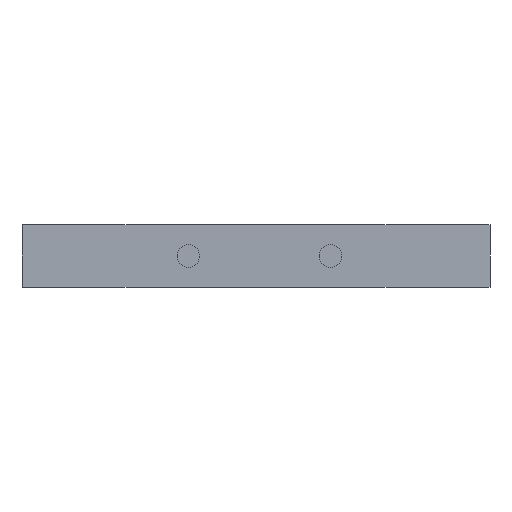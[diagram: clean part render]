
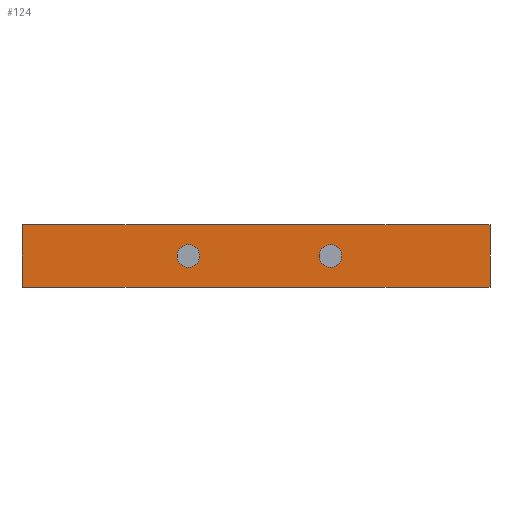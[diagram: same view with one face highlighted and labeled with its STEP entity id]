
A CAD part, front view. The second image highlights one B-rep face of the part: STEP entity #124.
In plain terms, the highlighted planar face has unit normal (0, -1, 0).
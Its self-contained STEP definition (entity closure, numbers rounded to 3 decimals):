
#117 = VECTOR ( 'NONE', #701, 1000. ) ;
#124 = ADVANCED_FACE ( 'NONE', ( #2155, #1353, #2868 ), #667, .F. ) ;
#176 = EDGE_CURVE ( 'NONE', #3557, #734, #250, .T. ) ;
#214 = LINE ( 'NONE', #1000, #117 ) ;
#250 = LINE ( 'NONE', #1325, #963 ) ;
#295 = VERTEX_POINT ( 'NONE', #472 ) ;
#304 = VERTEX_POINT ( 'NONE', #1374 ) ;
#326 = ORIENTED_EDGE ( 'NONE', *, *, #1856, .F. ) ;
#418 = AXIS2_PLACEMENT_3D ( 'NONE', #3706, #978, #3092 ) ;
#472 = CARTESIAN_POINT ( 'NONE',  ( 0., 0., -9. ) ) ;
#479 = VERTEX_POINT ( 'NONE', #1503 ) ;
#661 = CARTESIAN_POINT ( 'NONE',  ( 135., 0., 9. ) ) ;
#667 = PLANE ( 'NONE',  #418 ) ;
#676 = DIRECTION ( 'NONE',  ( 0., 0., -1. ) ) ;
#680 = CARTESIAN_POINT ( 'NONE',  ( 135., 0., -9. ) ) ;
#701 = DIRECTION ( 'NONE',  ( 1., 0., 0. ) ) ;
#705 = EDGE_LOOP ( 'NONE', ( #2257 ) ) ;
#734 = VERTEX_POINT ( 'NONE', #680 ) ;
#765 = CIRCLE ( 'NONE', #1551, 3.25 ) ;
#963 = VECTOR ( 'NONE', #2225, 1000. ) ;
#978 = DIRECTION ( 'NONE',  ( 0., 1., 0. ) ) ;
#1000 = CARTESIAN_POINT ( 'NONE',  ( 135., 0., 9. ) ) ;
#1069 = EDGE_CURVE ( 'NONE', #1289, #1289, #765, .T. ) ;
#1079 = LINE ( 'NONE', #2801, #2502 ) ;
#1087 = ORIENTED_EDGE ( 'NONE', *, *, #1794, .T. ) ;
#1102 = EDGE_CURVE ( 'NONE', #479, #479, #1180, .T. ) ;
#1178 = CARTESIAN_POINT ( 'NONE',  ( 48., 0., 0. ) ) ;
#1180 = CIRCLE ( 'NONE', #3681, 3.25 ) ;
#1181 = EDGE_CURVE ( 'NONE', #304, #295, #1079, .T. ) ;
#1289 = VERTEX_POINT ( 'NONE', #3305 ) ;
#1325 = CARTESIAN_POINT ( 'NONE',  ( 135., 0., 9. ) ) ;
#1353 = FACE_BOUND ( 'NONE', #705, .T. ) ;
#1374 = CARTESIAN_POINT ( 'NONE',  ( 0., 0., 9. ) ) ;
#1488 = DIRECTION ( 'NONE',  ( 1., 0., 0. ) ) ;
#1503 = CARTESIAN_POINT ( 'NONE',  ( 92.25, 0., 0. ) ) ;
#1517 = DIRECTION ( 'NONE',  ( 0., -1., 0. ) ) ;
#1551 = AXIS2_PLACEMENT_3D ( 'NONE', #1178, #3287, #1488 ) ;
#1749 = ORIENTED_EDGE ( 'NONE', *, *, #1181, .T. ) ;
#1794 = EDGE_CURVE ( 'NONE', #295, #734, #2024, .T. ) ;
#1856 = EDGE_CURVE ( 'NONE', #304, #3557, #214, .T. ) ;
#1882 = DIRECTION ( 'NONE',  ( 1., 0., 0. ) ) ;
#2024 = LINE ( 'NONE', #3398, #2638 ) ;
#2155 = FACE_BOUND ( 'NONE', #3604, .T. ) ;
#2225 = DIRECTION ( 'NONE',  ( 0., 0., -1. ) ) ;
#2257 = ORIENTED_EDGE ( 'NONE', *, *, #1069, .F. ) ;
#2502 = VECTOR ( 'NONE', #676, 1000. ) ;
#2638 = VECTOR ( 'NONE', #1882, 1000. ) ;
#2801 = CARTESIAN_POINT ( 'NONE',  ( 0., 0., 9. ) ) ;
#2868 = FACE_OUTER_BOUND ( 'NONE', #2875, .T. ) ;
#2875 = EDGE_LOOP ( 'NONE', ( #1087, #3536, #326, #1749 ) ) ;
#2926 = ORIENTED_EDGE ( 'NONE', *, *, #1102, .F. ) ;
#3092 = DIRECTION ( 'NONE',  ( -1., 0., 0. ) ) ;
#3287 = DIRECTION ( 'NONE',  ( 0., -1., 0. ) ) ;
#3305 = CARTESIAN_POINT ( 'NONE',  ( 51.25, 0., 0. ) ) ;
#3313 = CARTESIAN_POINT ( 'NONE',  ( 89., 0., 0. ) ) ;
#3398 = CARTESIAN_POINT ( 'NONE',  ( 135., 0., -9. ) ) ;
#3536 = ORIENTED_EDGE ( 'NONE', *, *, #176, .F. ) ;
#3557 = VERTEX_POINT ( 'NONE', #661 ) ;
#3604 = EDGE_LOOP ( 'NONE', ( #2926 ) ) ;
#3625 = DIRECTION ( 'NONE',  ( 1., 0., 0. ) ) ;
#3681 = AXIS2_PLACEMENT_3D ( 'NONE', #3313, #1517, #3625 ) ;
#3706 = CARTESIAN_POINT ( 'NONE',  ( 135., 0., 9. ) ) ;
